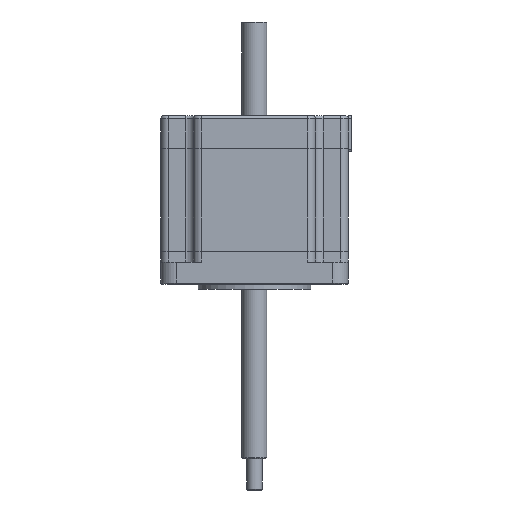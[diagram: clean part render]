
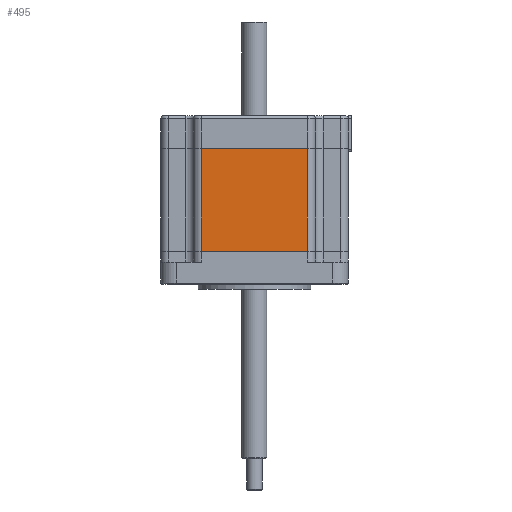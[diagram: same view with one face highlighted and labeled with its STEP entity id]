
A CAD part, left-side view. The second image highlights one B-rep face of the part: STEP entity #495.
In plain terms, the highlighted planar face has unit normal (-1, 0, 0).
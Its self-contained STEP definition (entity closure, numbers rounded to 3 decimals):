
#495 = ADVANCED_FACE( '', ( #1008 ), #1009, .F. );
#1008 = FACE_OUTER_BOUND( '', #1516, .T. );
#1009 = PLANE( '', #1517 );
#1516 = EDGE_LOOP( '', ( #2783, #2784, #2785, #2786 ) );
#1517 = AXIS2_PLACEMENT_3D( '', #2787, #2788, #2789 );
#2783 = ORIENTED_EDGE( '', *, *, #3235, .T. );
#2784 = ORIENTED_EDGE( '', *, *, #3400, .F. );
#2785 = ORIENTED_EDGE( '', *, *, #3392, .F. );
#2786 = ORIENTED_EDGE( '', *, *, #3375, .T. );
#2787 = CARTESIAN_POINT( '', ( -29.99, 17., 45.1 ) );
#2788 = DIRECTION( '', ( 1., 0., 0. ) );
#2789 = DIRECTION( '', ( 0., 0., -1. ) );
#3235 = EDGE_CURVE( '', #3958, #3956, #3959, .T. );
#3375 = EDGE_CURVE( '', #4128, #3958, #4129, .T. );
#3392 = EDGE_CURVE( '', #4128, #4146, #4147, .T. );
#3400 = EDGE_CURVE( '', #4146, #3956, #4155, .T. );
#3956 = VERTEX_POINT( '', #4863 );
#3958 = VERTEX_POINT( '', #4865 );
#3959 = LINE( '', #4866, #4867 );
#4128 = VERTEX_POINT( '', #5081 );
#4129 = LINE( '', #5082, #5083 );
#4146 = VERTEX_POINT( '', #5104 );
#4147 = LINE( '', #5105, #5106 );
#4155 = LINE( '', #5114, #5115 );
#4863 = CARTESIAN_POINT( '', ( -29.99, -17., 12.1 ) );
#4865 = CARTESIAN_POINT( '', ( -29.99, 17., 12.1 ) );
#4866 = CARTESIAN_POINT( '', ( -29.99, 17., 12.1 ) );
#4867 = VECTOR( '', #5602, 1000. );
#5081 = CARTESIAN_POINT( '', ( -29.99, 17., 45.1 ) );
#5082 = CARTESIAN_POINT( '', ( -29.99, 17., 45.1 ) );
#5083 = VECTOR( '', #5774, 1000. );
#5104 = CARTESIAN_POINT( '', ( -29.99, -17., 45.1 ) );
#5105 = CARTESIAN_POINT( '', ( -29.99, 17., 45.1 ) );
#5106 = VECTOR( '', #5794, 1000. );
#5114 = CARTESIAN_POINT( '', ( -29.99, -17., 45.1 ) );
#5115 = VECTOR( '', #5810, 1000. );
#5602 = DIRECTION( '', ( 0., -1., 0. ) );
#5774 = DIRECTION( '', ( 0., 0., -1. ) );
#5794 = DIRECTION( '', ( 0., -1., 0. ) );
#5810 = DIRECTION( '', ( 0., 0., -1. ) );
